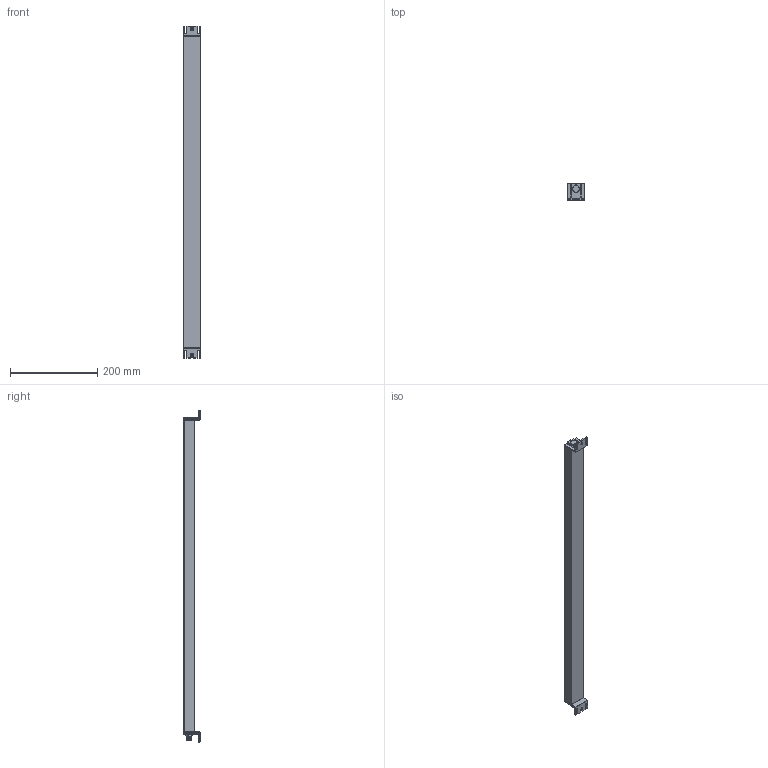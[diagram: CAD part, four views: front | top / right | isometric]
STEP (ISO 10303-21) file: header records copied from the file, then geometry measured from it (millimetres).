
FILE_DESCRIPTION(/* description */ ('Alibre Inc.'),/* implementation_level */ '2;1');
FILE_NAME(/* name */ 'export-D4B6CF7F-8DEA-49AA-8C58-887C5C99805E',/* time_stamp */ '2023-12-08T10:30:39+01:00',/* author */ (''),/* organization */ (''),/* preprocessor_version */ 'ST-DEVELOPER v17',/* originating_system */ 'Alibre',/* authorisation */ '');
FILE_SCHEMA (('CONFIG_CONTROL_DESIGN'));
Length unit declared in the file: millimetre
Bounding box: 40 x 37 x 760 mm (x, y, z)
Volume: 689126.5 mm3; surface area: 153058.3 mm2
Topology: 1 solids, 9 shells, 639 faces, 1614 edges, 971 vertices
Faces by surface type: cylinder 332, plane 130, torus 69, cone 66, sphere 36, bspline 6
Full cylindrical faces by diameter (mm): 1 x1, 3.242 x6, 10.376 x4, 16 x2, 16.3 x2
Entity records: 20399 total; most frequent: CARTESIAN_POINT 6131, ORIENTED_EDGE 3116, DIRECTION 2823, EDGE_CURVE 1558, AXIS2_PLACEMENT_3D 1212, VERTEX_POINT 971, EDGE_LOOP 685, FACE_BOUND 685
